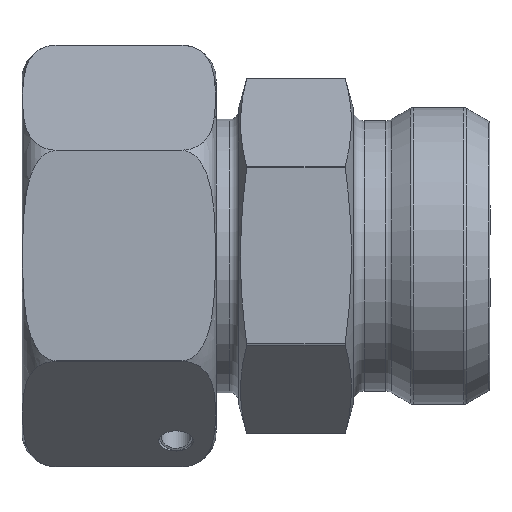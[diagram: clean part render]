
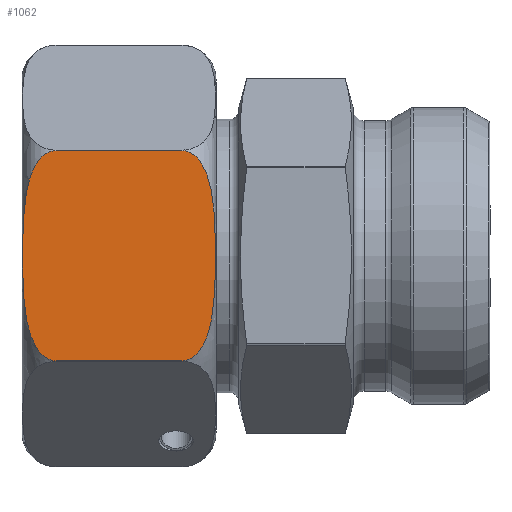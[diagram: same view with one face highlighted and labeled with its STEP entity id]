
A CAD part, top view. The second image highlights one B-rep face of the part: STEP entity #1062.
In plain terms, the highlighted face is planar.
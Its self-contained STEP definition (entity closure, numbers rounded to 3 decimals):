
#797=PLANE('',#5350);
#1062=ADVANCED_FACE('',(#1315),#797,.F.);
#1315=FACE_OUTER_BOUND('',#1646,.T.);
#1646=EDGE_LOOP('',(#2682,#2683,#2684,#2685));
#2074=B_SPLINE_CURVE_WITH_KNOTS('',3,(#7848,#7849,#7850,#7851,#7852,#7853,
#7854,#7855,#7856,#7857,#7858,#7859,#7860,#7861,#7862,#7863,#7864,#7865),
 .UNSPECIFIED.,.F.,.F.,(4,2,2,2,2,2,2,2,4),(0.,0.063,0.125,0.25,0.5,0.75,
0.875,0.938,1.),.UNSPECIFIED.);
#2082=B_SPLINE_CURVE_WITH_KNOTS('',3,(#8040,#8041,#8042,#8043,#8044,#8045,
#8046,#8047,#8048,#8049,#8050,#8051,#8052,#8053,#8054,#8055,#8056,#8057),
 .UNSPECIFIED.,.F.,.F.,(4,2,2,2,2,2,2,2,4),(0.,0.062,0.125,
0.25,0.5,0.75,0.875,0.938,1.),.UNSPECIFIED.);
#2682=ORIENTED_EDGE('',*,*,#4401,.T.);
#2683=ORIENTED_EDGE('',*,*,#4380,.T.);
#2684=ORIENTED_EDGE('',*,*,#4403,.T.);
#2685=ORIENTED_EDGE('',*,*,#4410,.T.);
#3894=VERTEX_POINT('',#7847);
#3895=VERTEX_POINT('',#7866);
#3911=VERTEX_POINT('',#7959);
#3912=VERTEX_POINT('',#7963);
#4380=EDGE_CURVE('',#3895,#3894,#2074,.T.);
#4401=EDGE_CURVE('',#3911,#3895,#4820,.T.);
#4403=EDGE_CURVE('',#3894,#3912,#4821,.T.);
#4410=EDGE_CURVE('',#3912,#3911,#2082,.T.);
#4820=LINE('',#7958,#5026);
#4821=LINE('',#7962,#5027);
#5026=VECTOR('',#5802,1.);
#5027=VECTOR('',#5807,1.);
#5350=AXIS2_PLACEMENT_3D('',#8124,#5853,#5854);
#5802=DIRECTION('',(-1.,0.,0.));
#5807=DIRECTION('',(1.,0.,0.));
#5853=DIRECTION('',(0.,-0.5,-0.866));
#5854=DIRECTION('',(0.,0.866,-0.5));
#7847=CARTESIAN_POINT('',(3.,0.019,18.464));
#7848=CARTESIAN_POINT('',(3.,15.981,9.249));
#7849=CARTESIAN_POINT('',(2.557,15.981,9.249));
#7850=CARTESIAN_POINT('',(2.138,15.8,9.353));
#7851=CARTESIAN_POINT('',(1.489,15.294,9.645));
#7852=CARTESIAN_POINT('',(1.241,14.972,9.831));
#7853=CARTESIAN_POINT('',(0.656,13.965,10.413));
#7854=CARTESIAN_POINT('',(0.454,13.219,10.843));
#7855=CARTESIAN_POINT('',(0.057,11.008,12.12));
#7856=CARTESIAN_POINT('',(0.048,9.499,12.991));
#7857=CARTESIAN_POINT('',(0.048,6.505,14.719));
#7858=CARTESIAN_POINT('',(0.055,5.009,15.584));
#7859=CARTESIAN_POINT('',(0.455,2.774,16.873));
#7860=CARTESIAN_POINT('',(0.66,2.027,17.305));
#7861=CARTESIAN_POINT('',(1.242,1.028,17.882));
#7862=CARTESIAN_POINT('',(1.488,0.707,18.067));
#7863=CARTESIAN_POINT('',(2.139,0.199,18.36));
#7864=CARTESIAN_POINT('',(2.556,0.019,18.464));
#7865=CARTESIAN_POINT('',(3.,0.019,18.464));
#7866=CARTESIAN_POINT('',(3.,15.981,9.249));
#7958=CARTESIAN_POINT('',(0.,15.981,9.249));
#7959=CARTESIAN_POINT('',(14.,15.981,9.249));
#7962=CARTESIAN_POINT('',(0.,0.019,18.464));
#7963=CARTESIAN_POINT('',(14.,0.019,18.464));
#8040=CARTESIAN_POINT('',(14.,0.019,18.464));
#8041=CARTESIAN_POINT('',(14.443,0.019,18.464));
#8042=CARTESIAN_POINT('',(14.862,0.2,18.36));
#8043=CARTESIAN_POINT('',(15.511,0.706,18.068));
#8044=CARTESIAN_POINT('',(15.759,1.028,17.882));
#8045=CARTESIAN_POINT('',(16.344,2.035,17.3));
#8046=CARTESIAN_POINT('',(16.546,2.781,16.869));
#8047=CARTESIAN_POINT('',(16.943,4.992,15.593));
#8048=CARTESIAN_POINT('',(16.952,6.501,14.722));
#8049=CARTESIAN_POINT('',(16.952,9.495,12.993));
#8050=CARTESIAN_POINT('',(16.945,10.991,12.129));
#8051=CARTESIAN_POINT('',(16.545,13.226,10.839));
#8052=CARTESIAN_POINT('',(16.34,13.973,10.408));
#8053=CARTESIAN_POINT('',(15.758,14.972,9.831));
#8054=CARTESIAN_POINT('',(15.512,15.293,9.646));
#8055=CARTESIAN_POINT('',(14.861,15.801,9.352));
#8056=CARTESIAN_POINT('',(14.444,15.981,9.249));
#8057=CARTESIAN_POINT('',(14.,15.981,9.249));
#8124=CARTESIAN_POINT('',(25.,16.,9.238));
